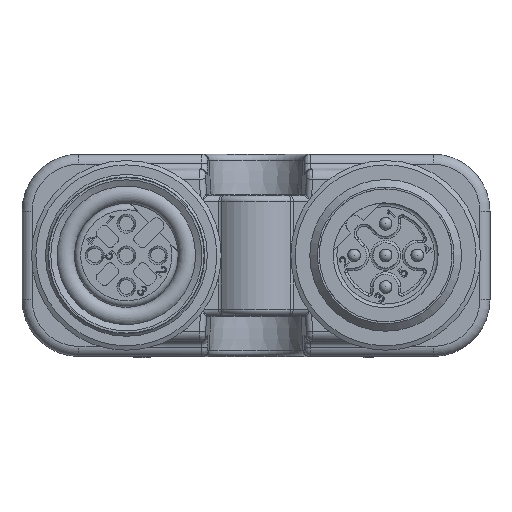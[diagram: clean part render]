
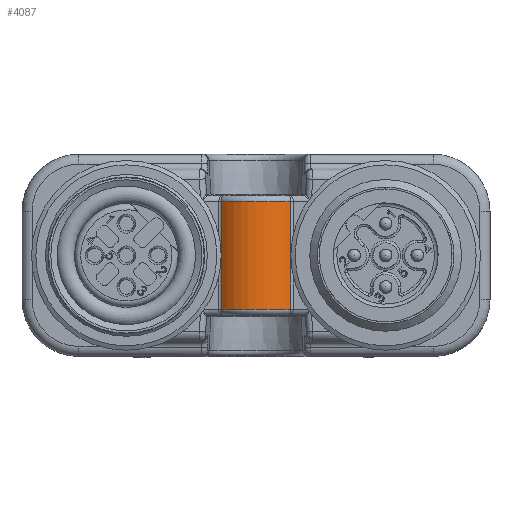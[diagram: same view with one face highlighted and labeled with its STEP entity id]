
A CAD part, front view. The second image highlights one B-rep face of the part: STEP entity #4087.
In plain terms, the highlighted cylindrical face has radius 3.8 mm (diameter 7.6 mm), a partial arc.
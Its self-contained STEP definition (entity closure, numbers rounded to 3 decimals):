
#675=FACE_OUTER_BOUND('',#5436,.T.);
#1495=LINE('',#19591,#2445);
#1496=LINE('',#19595,#2446);
#2445=VECTOR('',#15915,1.);
#2446=VECTOR('',#15918,1.);
#4087=ADVANCED_FACE('',(#675),#4927,.T.);
#4927=CYLINDRICAL_SURFACE('',#14471,3.8);
#5436=EDGE_LOOP('',(#6550,#6551,#6552,#6553));
#6550=ORIENTED_EDGE('',*,*,#11927,.T.);
#6551=ORIENTED_EDGE('',*,*,#11928,.T.);
#6552=ORIENTED_EDGE('',*,*,#11929,.T.);
#6553=ORIENTED_EDGE('',*,*,#11930,.T.);
#10592=VERTEX_POINT('',#19589);
#10593=VERTEX_POINT('',#19590);
#10594=VERTEX_POINT('',#19592);
#10595=VERTEX_POINT('',#19594);
#11927=EDGE_CURVE('',#10592,#10593,#13876,.T.);
#11928=EDGE_CURVE('',#10593,#10594,#1495,.T.);
#11929=EDGE_CURVE('',#10594,#10595,#13877,.T.);
#11930=EDGE_CURVE('',#10595,#10592,#1496,.T.);
#13876=CIRCLE('',#14469,3.8);
#13877=CIRCLE('',#14470,3.8);
#14469=AXIS2_PLACEMENT_3D('',#19588,#15913,#15914);
#14470=AXIS2_PLACEMENT_3D('',#19593,#15916,#15917);
#14471=AXIS2_PLACEMENT_3D('',#19596,#15919,#15920);
#15913=DIRECTION('',(0.,0.,-1.));
#15914=DIRECTION('',(1.,0.,0.));
#15915=DIRECTION('',(0.,0.,-1.));
#15916=DIRECTION('',(0.,0.,1.));
#15917=DIRECTION('',(-1.,0.,0.));
#15918=DIRECTION('',(0.,0.,1.));
#15919=DIRECTION('',(0.,0.,-1.));
#15920=DIRECTION('',(-1.,0.,0.));
#19588=CARTESIAN_POINT('',(0.,-4.75,4.25));
#19589=CARTESIAN_POINT('',(2.732,-7.391,4.25));
#19590=CARTESIAN_POINT('',(-2.732,-7.391,4.25));
#19591=CARTESIAN_POINT('',(-2.732,-7.391,8.));
#19592=CARTESIAN_POINT('',(-2.732,-7.391,-4.25));
#19593=CARTESIAN_POINT('',(0.,-4.75,-4.25));
#19594=CARTESIAN_POINT('',(2.732,-7.391,-4.25));
#19595=CARTESIAN_POINT('',(2.732,-7.391,8.));
#19596=CARTESIAN_POINT('',(0.,-4.75,8.));
